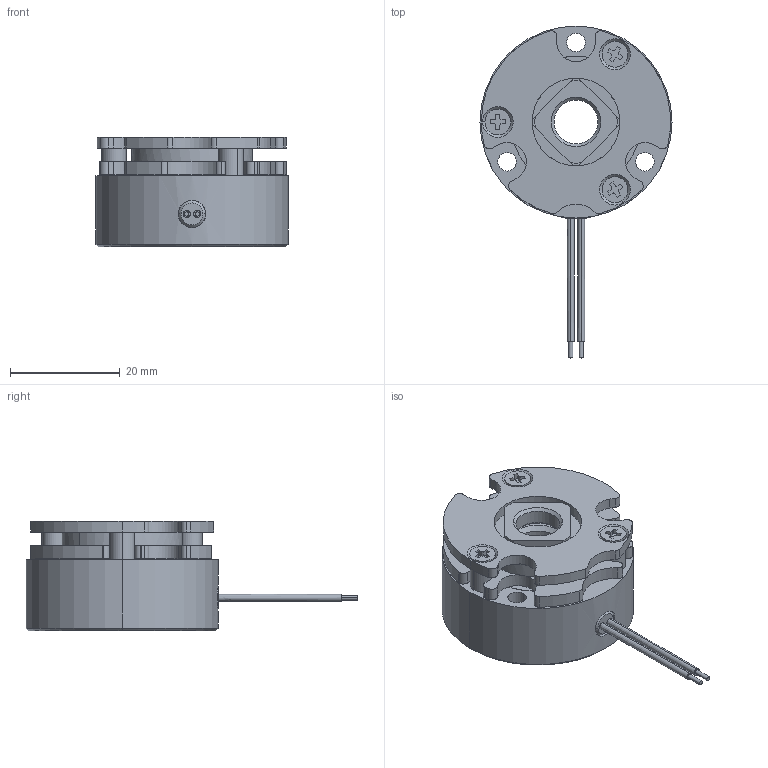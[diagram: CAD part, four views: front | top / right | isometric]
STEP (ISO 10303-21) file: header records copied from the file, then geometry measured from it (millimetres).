
FILE_DESCRIPTION (( 'STEP AP214' ), '1' );
FILE_NAME ('25463300.STEP', '2019-03-26T02:55:16', ( '' ), ( '' ), 'SwSTEP 2.0', 'SolidWorks 2018', '' );
FILE_SCHEMA (( 'AUTOMOTIVE_DESIGN' ));
Length unit declared in the file: millimetre
Products named in the file (1): 25463300
Bounding box: 35 x 60.5 x 20 mm (x, y, z)
Volume: 15182.5 mm3; surface area: 8286.7 mm2
Topology: 1 solids, 4 shells, 271 faces, 717 edges, 460 vertices
Faces by surface type: cylinder 132, plane 108, cone 24, bspline 7
Entity records: 18312 total; most frequent: CARTESIAN_POINT 8293, DIRECTION 1549, ORIENTED_EDGE 1434, EDGE_CURVE 717, AXIS2_PLACEMENT_3D 593, VERTEX_POINT 460, LINE 363, VECTOR 363
